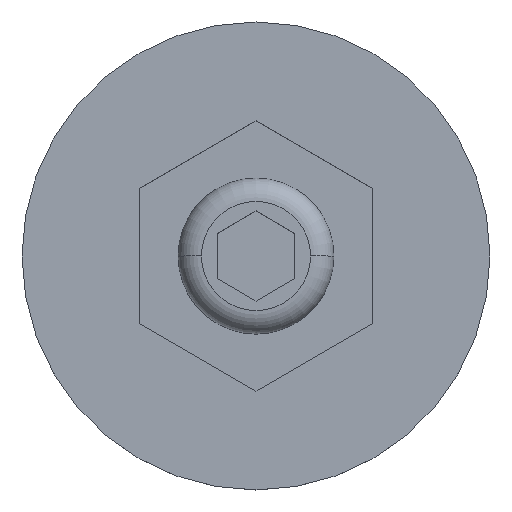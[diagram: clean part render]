
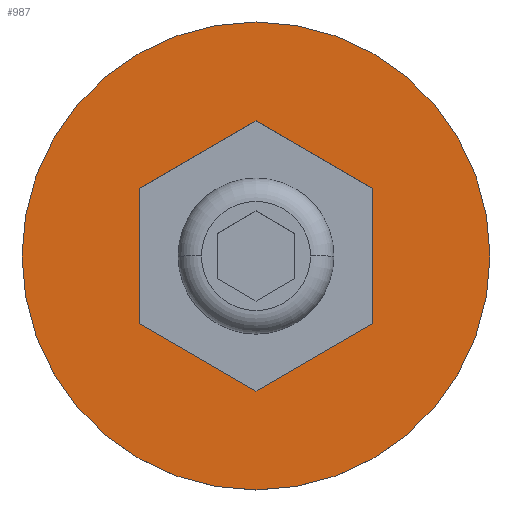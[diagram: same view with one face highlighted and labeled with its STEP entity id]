
A CAD part, top view. The second image highlights one B-rep face of the part: STEP entity #987.
In plain terms, the highlighted planar face has unit normal (0, 0, 1).
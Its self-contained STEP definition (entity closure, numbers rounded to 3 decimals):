
#7 = DIRECTION ( 'NONE',  ( 1., 0., 0. ) ) ;
#31 = CARTESIAN_POINT ( 'NONE',  ( 1.5, 0.866, 0. ) ) ;
#46 = DIRECTION ( 'NONE',  ( 0., -1., 0. ) ) ;
#86 = EDGE_CURVE ( 'NONE', #1656, #1028, #1212, .T. ) ;
#97 = VECTOR ( 'NONE', #46, 1000. ) ;
#106 = CARTESIAN_POINT ( 'NONE',  ( 1.5, 0.866, 0. ) ) ;
#127 = CARTESIAN_POINT ( 'NONE',  ( 0., 1.732, 0. ) ) ;
#144 = DIRECTION ( 'NONE',  ( 0., 0., 1. ) ) ;
#151 = ORIENTED_EDGE ( 'NONE', *, *, #1311, .F. ) ;
#156 = CARTESIAN_POINT ( 'NONE',  ( 0., 0., 0. ) ) ;
#161 = VERTEX_POINT ( 'NONE', #495 ) ;
#209 = LINE ( 'NONE', #634, #934 ) ;
#219 = CARTESIAN_POINT ( 'NONE',  ( 3., 0., 0. ) ) ;
#235 = EDGE_CURVE ( 'NONE', #661, #1746, #1147, .T. ) ;
#260 = VERTEX_POINT ( 'NONE', #31 ) ;
#298 = PLANE ( 'NONE',  #1736 ) ;
#319 = VECTOR ( 'NONE', #784, 1000. ) ;
#324 = VERTEX_POINT ( 'NONE', #447 ) ;
#343 = VECTOR ( 'NONE', #1018, 1000. ) ;
#375 = DIRECTION ( 'NONE',  ( 0., 0., 1. ) ) ;
#402 = DIRECTION ( 'NONE',  ( -0.866, 0.5, 0. ) ) ;
#430 = FACE_BOUND ( 'NONE', #1691, .T. ) ;
#437 = ORIENTED_EDGE ( 'NONE', *, *, #1138, .F. ) ;
#444 = LINE ( 'NONE', #1008, #1737 ) ;
#447 = CARTESIAN_POINT ( 'NONE',  ( -1.5, 0.866, 0. ) ) ;
#495 = CARTESIAN_POINT ( 'NONE',  ( 1.5, -0.866, 0. ) ) ;
#506 = DIRECTION ( 'NONE',  ( 1., 0., 0. ) ) ;
#536 = EDGE_CURVE ( 'NONE', #1028, #1656, #1062, .T. ) ;
#591 = DIRECTION ( 'NONE',  ( 0.866, 0.5, 0. ) ) ;
#631 = CARTESIAN_POINT ( 'NONE',  ( -3., 0., 0. ) ) ;
#634 = CARTESIAN_POINT ( 'NONE',  ( 0., 1.732, 0. ) ) ;
#657 = DIRECTION ( 'NONE',  ( 0., 0., 1. ) ) ;
#661 = VERTEX_POINT ( 'NONE', #1121 ) ;
#714 = LINE ( 'NONE', #1307, #97 ) ;
#753 = ORIENTED_EDGE ( 'NONE', *, *, #235, .F. ) ;
#768 = LINE ( 'NONE', #1480, #319 ) ;
#774 = ORIENTED_EDGE ( 'NONE', *, *, #536, .T. ) ;
#784 = DIRECTION ( 'NONE',  ( 0., 1., 0. ) ) ;
#828 = AXIS2_PLACEMENT_3D ( 'NONE', #927, #657, #1226 ) ;
#927 = CARTESIAN_POINT ( 'NONE',  ( 0., 0., 0. ) ) ;
#934 = VECTOR ( 'NONE', #1194, 1000. ) ;
#987 = ADVANCED_FACE ( 'NONE', ( #430, #1557 ), #298, .T. ) ;
#1008 = CARTESIAN_POINT ( 'NONE',  ( 0., -1.732, 0. ) ) ;
#1018 = DIRECTION ( 'NONE',  ( 0.866, -0.5, 0. ) ) ;
#1028 = VERTEX_POINT ( 'NONE', #219 ) ;
#1062 = CIRCLE ( 'NONE', #828, 3. ) ;
#1104 = VERTEX_POINT ( 'NONE', #127 ) ;
#1121 = CARTESIAN_POINT ( 'NONE',  ( -1.5, -0.866, 0. ) ) ;
#1138 = EDGE_CURVE ( 'NONE', #260, #1104, #1652, .T. ) ;
#1147 = LINE ( 'NONE', #1296, #343 ) ;
#1179 = ORIENTED_EDGE ( 'NONE', *, *, #1210, .F. ) ;
#1194 = DIRECTION ( 'NONE',  ( -0.866, -0.5, 0. ) ) ;
#1210 = EDGE_CURVE ( 'NONE', #324, #661, #714, .T. ) ;
#1212 = CIRCLE ( 'NONE', #1215, 3. ) ;
#1215 = AXIS2_PLACEMENT_3D ( 'NONE', #1765, #375, #506 ) ;
#1226 = DIRECTION ( 'NONE',  ( 1., 0., 0. ) ) ;
#1265 = EDGE_LOOP ( 'NONE', ( #774, #1679 ) ) ;
#1296 = CARTESIAN_POINT ( 'NONE',  ( -1.5, -0.866, 0. ) ) ;
#1307 = CARTESIAN_POINT ( 'NONE',  ( -1.5, 0.866, 0. ) ) ;
#1311 = EDGE_CURVE ( 'NONE', #1104, #324, #209, .T. ) ;
#1397 = EDGE_CURVE ( 'NONE', #1746, #161, #444, .T. ) ;
#1480 = CARTESIAN_POINT ( 'NONE',  ( 1.5, -0.866, 0. ) ) ;
#1557 = FACE_OUTER_BOUND ( 'NONE', #1265, .T. ) ;
#1599 = ORIENTED_EDGE ( 'NONE', *, *, #1397, .F. ) ;
#1652 = LINE ( 'NONE', #106, #1705 ) ;
#1656 = VERTEX_POINT ( 'NONE', #631 ) ;
#1679 = ORIENTED_EDGE ( 'NONE', *, *, #86, .T. ) ;
#1691 = EDGE_LOOP ( 'NONE', ( #437, #1731, #1599, #753, #1179, #151 ) ) ;
#1704 = EDGE_CURVE ( 'NONE', #161, #260, #768, .T. ) ;
#1705 = VECTOR ( 'NONE', #402, 1000. ) ;
#1731 = ORIENTED_EDGE ( 'NONE', *, *, #1704, .F. ) ;
#1736 = AXIS2_PLACEMENT_3D ( 'NONE', #156, #144, #7 ) ;
#1737 = VECTOR ( 'NONE', #591, 1000. ) ;
#1746 = VERTEX_POINT ( 'NONE', #1781 ) ;
#1765 = CARTESIAN_POINT ( 'NONE',  ( 0., 0., 0. ) ) ;
#1781 = CARTESIAN_POINT ( 'NONE',  ( 0., -1.732, 0. ) ) ;
